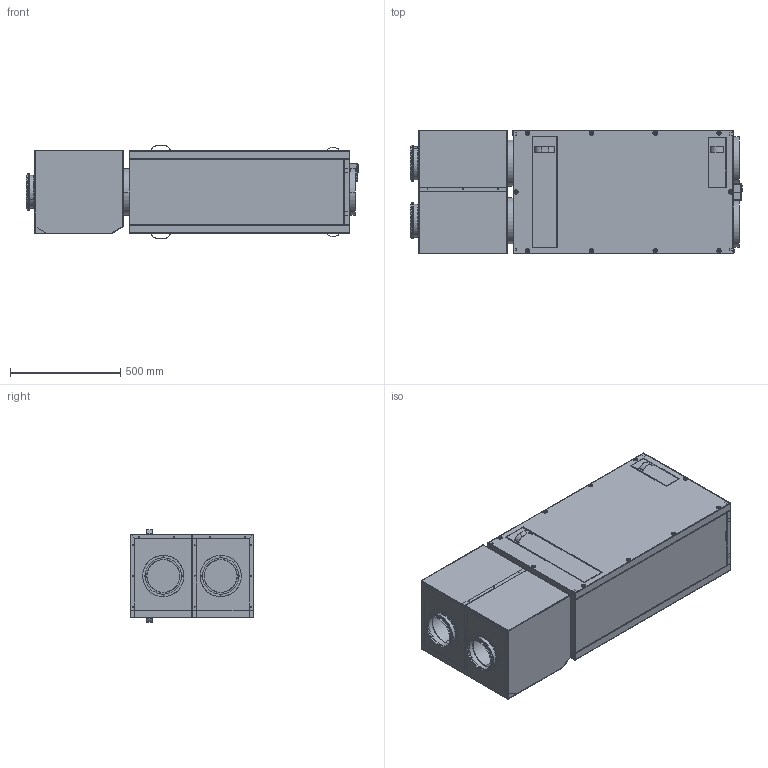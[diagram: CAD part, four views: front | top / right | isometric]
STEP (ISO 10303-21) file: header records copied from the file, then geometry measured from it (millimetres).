
FILE_DESCRIPTION(('CATIA V5 STEP Exchange','CAx-IF Rec.Pracs.--- Model Styling and Organization---1.4--- 2014-01-23','CAx-IF Rec.Pracs.--- Geometric and Assembly Validation Properties ---4.2---2014-10-09'),'2;1');
FILE_NAME('FR SDBox.stp','2018-09-25T09:29:25+00:00',('N.N.'),('Hovalwerke AG FL-9490 Vaduz'),'CATIA Version 5-6 Release 2016 SP3 HF4','CATIA V5 STEP AP214','none');
FILE_SCHEMA(('AUTOMOTIVE_DESIGN { 1 0 10303 214 1 1 1 1 }'));
Products named in the file (3): 4218063_FR+SD-Box 3D-Vorlage STP_12461338_C83_000_00; 4218063_FR (201) 3D-Vorlage für Internet-STP_12461167_C83_000_00; 4218063_SD-Box FR 3D-Vorlage für Internet-STP_12461270_C83_000_00
Assembly tree (2 placements, depth 2):
  4218063_FR+SD-Box 3D-Vorlage STP_12461338_C83_000_00
    4218063_FR (201) 3D-Vorlage für Internet-STP_12461167_C83_000_00
    4218063_SD-Box FR 3D-Vorlage für Internet-STP_12461270_C83_000_00
Bounding box: 1504.19 x 560 x 421 mm (x, y, z)
Volume: 276080126.1 mm3; surface area: 8214444.5 mm2
Topology: 2 solids, 26 shells, 2766 faces, 6937 edges, 4375 vertices
Faces by surface type: plane 1466, cylinder 1058, torus 116, cone 116, sphere 10
Entity records: 78882 total; most frequent: CARTESIAN_POINT 15930, ORIENTED_EDGE 13842, DIRECTION 10807, EDGE_CURVE 6921, AXIS2_PLACEMENT_3D 4477, VERTEX_POINT 4377, VECTOR 4159, LINE 4159
